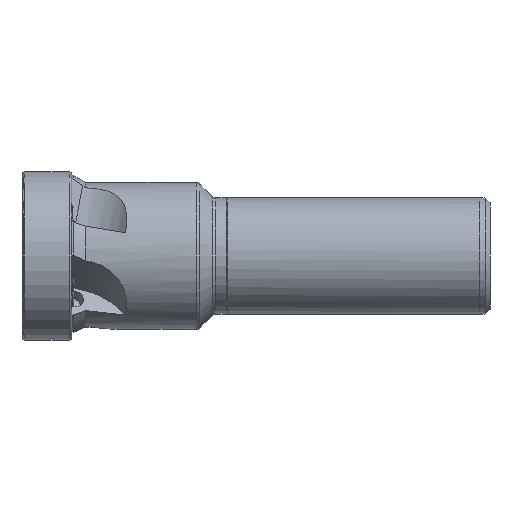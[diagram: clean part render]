
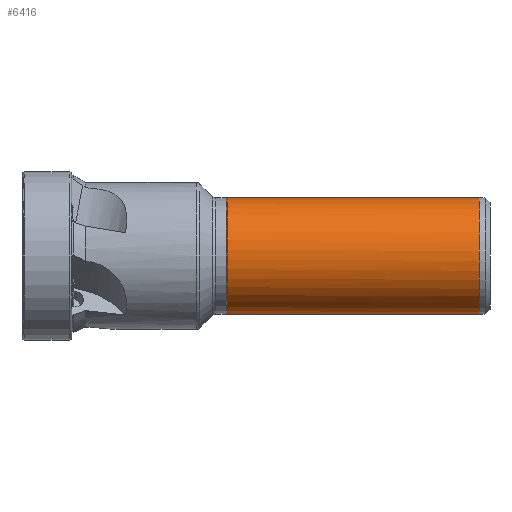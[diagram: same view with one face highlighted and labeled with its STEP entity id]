
A CAD part, front view. The second image highlights one B-rep face of the part: STEP entity #6416.
In plain terms, the highlighted cylindrical face has radius 12.5 mm (diameter 25 mm), a full revolution.
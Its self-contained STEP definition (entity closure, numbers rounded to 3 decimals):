
#127 = VERTEX_POINT ( 'NONE', #1695 ) ;
#138 = DIRECTION ( 'NONE',  ( 1., 0., 0. ) ) ;
#140 = ORIENTED_EDGE ( 'NONE', *, *, #2037, .F. ) ;
#146 = EDGE_LOOP ( 'NONE', ( #3548 ) ) ;
#262 = CARTESIAN_POINT ( 'NONE',  ( 77.447, 13.597, -3.089 ) ) ;
#329 = CARTESIAN_POINT ( 'NONE',  ( 61.45, 9.7, 7.884 ) ) ;
#404 = VERTEX_POINT ( 'NONE', #4322 ) ;
#449 = CARTESIAN_POINT ( 'NONE',  ( 73.55, 9.7, -7.884 ) ) ;
#518 = VERTEX_POINT ( 'NONE', #5600 ) ;
#547 = ORIENTED_EDGE ( 'NONE', *, *, #5133, .F. ) ;
#636 = AXIS2_PLACEMENT_3D ( 'NONE', #1736, #5559, #2265 ) ;
#663 = DIRECTION ( 'NONE',  ( -1., 0., 0. ) ) ;
#774 = EDGE_LOOP ( 'NONE', ( #1110, #3601, #547, #3278 ) ) ;
#850 = DIRECTION ( 'NONE',  ( 1., 0., 0. ) ) ;
#922 = DIRECTION ( 'NONE',  ( -1., 0., 0. ) ) ;
#985 = EDGE_LOOP ( 'NONE', ( #1257, #1710, #140, #1078 ) ) ;
#1040 = CARTESIAN_POINT ( 'NONE',  ( 97.25, 9.7, 7.884 ) ) ;
#1078 = ORIENTED_EDGE ( 'NONE', *, *, #3384, .F. ) ;
#1110 = ORIENTED_EDGE ( 'NONE', *, *, #3862, .T. ) ;
#1257 = ORIENTED_EDGE ( 'NONE', *, *, #5755, .F. ) ;
#1286 = EDGE_CURVE ( 'NONE', #1291, #5252, #6729, .T. ) ;
#1291 = VERTEX_POINT ( 'NONE', #5560 ) ;
#1377 = CARTESIAN_POINT ( 'NONE',  ( 82.5, 9.7, 7.884 ) ) ;
#1555 = CARTESIAN_POINT ( 'NONE',  ( 61.45, 9.7, -7.884 ) ) ;
#1695 = CARTESIAN_POINT ( 'NONE',  ( 82.5, 9.7, 7.884 ) ) ;
#1710 = ORIENTED_EDGE ( 'NONE', *, *, #7092, .F. ) ;
#1736 = CARTESIAN_POINT ( 'NONE',  ( 97.25, 0., 0. ) ) ;
#1741 = DIRECTION ( 'NONE',  ( -1., 0., 0. ) ) ;
#2037 = EDGE_CURVE ( 'NONE', #404, #518, #6992, .T. ) ;
#2265 = DIRECTION ( 'NONE',  ( 0., 0., 1. ) ) ;
#2742 = CIRCLE ( 'NONE', #3674, 12.5 ) ;
#2878 = DIRECTION ( 'NONE',  ( 1., 0., 0. ) ) ;
#2910 =( BOUNDED_CURVE ( )  B_SPLINE_CURVE ( 3, ( #3084, #6351, #3640, #329 ),
 .UNSPECIFIED., .F., .F. ) 
 B_SPLINE_CURVE_WITH_KNOTS ( ( 4, 4 ),
 ( 5.601, 6.966 ),
 .UNSPECIFIED. ) 
 CURVE ( )  GEOMETRIC_REPRESENTATION_ITEM ( )  RATIONAL_B_SPLINE_CURVE ( ( 1., 0.851, 0.851, 1. ) ) 
 REPRESENTATION_ITEM ( '' )  );
#2939 = FACE_OUTER_BOUND ( 'NONE', #774, .T. ) ;
#2952 =( BOUNDED_CURVE ( )  B_SPLINE_CURVE ( 3, ( #3010, #6275, #4671, #1377 ),
 .UNSPECIFIED., .F., .F. ) 
 B_SPLINE_CURVE_WITH_KNOTS ( ( 4, 4 ),
 ( 5.601, 6.966 ),
 .UNSPECIFIED. ) 
 CURVE ( )  GEOMETRIC_REPRESENTATION_ITEM ( )  RATIONAL_B_SPLINE_CURVE ( ( 1., 0.851, 0.851, 1. ) ) 
 REPRESENTATION_ITEM ( '' )  );
#2967 = VECTOR ( 'NONE', #850, 1000. ) ;
#3010 = CARTESIAN_POINT ( 'NONE',  ( 82.5, 9.7, -7.884 ) ) ;
#3068 = CIRCLE ( 'NONE', #636, 12.5 ) ;
#3084 = CARTESIAN_POINT ( 'NONE',  ( 61.45, 9.7, -7.884 ) ) ;
#3278 = ORIENTED_EDGE ( 'NONE', *, *, #1286, .F. ) ;
#3384 = EDGE_CURVE ( 'NONE', #4818, #404, #2910, .T. ) ;
#3437 = CARTESIAN_POINT ( 'NONE',  ( 0., 9.7, 7.884 ) ) ;
#3548 = ORIENTED_EDGE ( 'NONE', *, *, #6952, .T. ) ;
#3601 = ORIENTED_EDGE ( 'NONE', *, *, #6014, .F. ) ;
#3640 = CARTESIAN_POINT ( 'NONE',  ( 57.553, 13.597, 3.089 ) ) ;
#3641 = CARTESIAN_POINT ( 'NONE',  ( 43.327, 0., -12.5 ) ) ;
#3671 = CARTESIAN_POINT ( 'NONE',  ( 82.5, 9.7, -7.884 ) ) ;
#3674 = AXIS2_PLACEMENT_3D ( 'NONE', #6152, #2878, #6715 ) ;
#3821 = VECTOR ( 'NONE', #1741, 1000. ) ;
#3862 = EDGE_CURVE ( 'NONE', #1291, #4855, #3068, .T. ) ;
#3968 = CARTESIAN_POINT ( 'NONE',  ( 0., 0., 0. ) ) ;
#4119 = CARTESIAN_POINT ( 'NONE',  ( 73.55, 9.7, -7.884 ) ) ;
#4151 = CARTESIAN_POINT ( 'NONE',  ( 0., 9.7, 7.884 ) ) ;
#4218 = CARTESIAN_POINT ( 'NONE',  ( 0., 9.7, -7.884 ) ) ;
#4234 = FACE_OUTER_BOUND ( 'NONE', #146, .T. ) ;
#4322 = CARTESIAN_POINT ( 'NONE',  ( 61.45, 9.7, 7.884 ) ) ;
#4410 = VECTOR ( 'NONE', #922, 1000. ) ;
#4671 = CARTESIAN_POINT ( 'NONE',  ( 78.603, 13.597, 3.089 ) ) ;
#4685 = AXIS2_PLACEMENT_3D ( 'NONE', #3968, #663, #5609 ) ;
#4753 = LINE ( 'NONE', #4218, #4410 ) ;
#4818 = VERTEX_POINT ( 'NONE', #1555 ) ;
#4855 = VERTEX_POINT ( 'NONE', #1040 ) ;
#4912 = VERTEX_POINT ( 'NONE', #3641 ) ;
#5022 = CARTESIAN_POINT ( 'NONE',  ( 0., 9.7, -7.884 ) ) ;
#5133 = EDGE_CURVE ( 'NONE', #5252, #127, #2952, .T. ) ;
#5252 = VERTEX_POINT ( 'NONE', #3671 ) ;
#5506 = CYLINDRICAL_SURFACE ( 'NONE', #4685, 12.5 ) ;
#5559 = DIRECTION ( 'NONE',  ( -1., 0., 0. ) ) ;
#5560 = CARTESIAN_POINT ( 'NONE',  ( 97.25, 9.7, -7.884 ) ) ;
#5600 = CARTESIAN_POINT ( 'NONE',  ( 73.55, 9.7, 7.884 ) ) ;
#5609 = DIRECTION ( 'NONE',  ( 0., 0., 1. ) ) ;
#5681 = FACE_BOUND ( 'NONE', #985, .T. ) ;
#5755 = EDGE_CURVE ( 'NONE', #6261, #4818, #4753, .T. ) ;
#5837 = LINE ( 'NONE', #3437, #7132 ) ;
#5884 =( BOUNDED_CURVE ( )  B_SPLINE_CURVE ( 3, ( #6274, #6844, #262, #4119 ),
 .UNSPECIFIED., .F., .F. ) 
 B_SPLINE_CURVE_WITH_KNOTS ( ( 4, 4 ),
 ( 2.459, 3.824 ),
 .UNSPECIFIED. ) 
 CURVE ( )  GEOMETRIC_REPRESENTATION_ITEM ( )  RATIONAL_B_SPLINE_CURVE ( ( 1., 0.851, 0.851, 1. ) ) 
 REPRESENTATION_ITEM ( '' )  );
#6014 = EDGE_CURVE ( 'NONE', #127, #4855, #5837, .T. ) ;
#6152 = CARTESIAN_POINT ( 'NONE',  ( 43.327, 0., 0. ) ) ;
#6261 = VERTEX_POINT ( 'NONE', #449 ) ;
#6274 = CARTESIAN_POINT ( 'NONE',  ( 73.55, 9.7, 7.884 ) ) ;
#6275 = CARTESIAN_POINT ( 'NONE',  ( 78.603, 13.597, -3.089 ) ) ;
#6351 = CARTESIAN_POINT ( 'NONE',  ( 57.553, 13.597, -3.089 ) ) ;
#6416 = ADVANCED_FACE ( 'NONE', ( #5681, #2939, #4234 ), #5506, .T. ) ;
#6715 = DIRECTION ( 'NONE',  ( 0., 0., -1. ) ) ;
#6729 = LINE ( 'NONE', #5022, #3821 ) ;
#6844 = CARTESIAN_POINT ( 'NONE',  ( 77.447, 13.597, 3.089 ) ) ;
#6952 = EDGE_CURVE ( 'NONE', #4912, #4912, #2742, .T. ) ;
#6992 = LINE ( 'NONE', #4151, #2967 ) ;
#7092 = EDGE_CURVE ( 'NONE', #518, #6261, #5884, .T. ) ;
#7132 = VECTOR ( 'NONE', #138, 1000. ) ;
